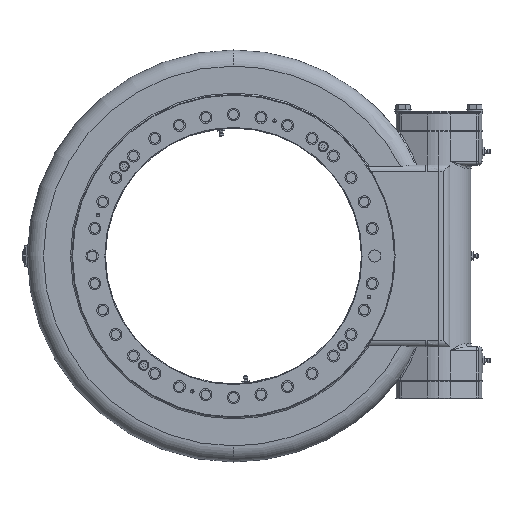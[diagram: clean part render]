
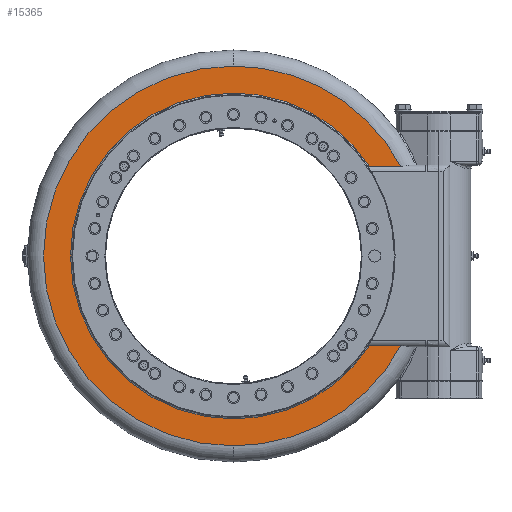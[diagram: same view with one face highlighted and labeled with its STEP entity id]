
A CAD part, left-side view. The second image highlights one B-rep face of the part: STEP entity #15365.
In plain terms, the highlighted planar face has unit normal (-1, 0, 0).
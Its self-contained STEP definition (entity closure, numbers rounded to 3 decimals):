
#322 = CIRCLE ( 'NONE', #974, 282. ) ;
#974 = AXIS2_PLACEMENT_3D ( 'NONE', #47366, #39552, #24132 ) ;
#1054 = CARTESIAN_POINT ( 'NONE',  ( -50., 0., -282. ) ) ;
#2838 = VERTEX_POINT ( 'NONE', #1054 ) ;
#2902 = ORIENTED_EDGE ( 'NONE', *, *, #46795, .F. ) ;
#3700 = CIRCLE ( 'NONE', #13563, 242. ) ;
#4528 = CARTESIAN_POINT ( 'NONE',  ( -50., 0., -242. ) ) ;
#5826 = DIRECTION ( 'NONE',  ( 0., 0., 1. ) ) ;
#6150 = DIRECTION ( 'NONE',  ( 0., -1., 0. ) ) ;
#6567 = EDGE_CURVE ( 'NONE', #28913, #20574, #27421, .T. ) ;
#7506 = EDGE_CURVE ( 'NONE', #47819, #20193, #38699, .T. ) ;
#7764 = EDGE_CURVE ( 'NONE', #35724, #47819, #47604, .T. ) ;
#8195 = VECTOR ( 'NONE', #16383, 1000. ) ;
#9532 = DIRECTION ( 'NONE',  ( -1., 0., 0. ) ) ;
#9687 = DIRECTION ( 'NONE',  ( 0., 0., 1. ) ) ;
#10295 = VERTEX_POINT ( 'NONE', #44865 ) ;
#10642 = AXIS2_PLACEMENT_3D ( 'NONE', #17809, #48411, #44777 ) ;
#12516 = CIRCLE ( 'NONE', #21153, 282. ) ;
#13534 = AXIS2_PLACEMENT_3D ( 'NONE', #47433, #46947, #24207 ) ;
#13563 = AXIS2_PLACEMENT_3D ( 'NONE', #17276, #9532, #9687 ) ;
#14344 = ORIENTED_EDGE ( 'NONE', *, *, #18546, .T. ) ;
#15365 = ADVANCED_FACE ( 'NONE', ( #29666 ), #23215, .F. ) ;
#16383 = DIRECTION ( 'NONE',  ( 0., 1., 0. ) ) ;
#17276 = CARTESIAN_POINT ( 'NONE',  ( -50., 0., 0. ) ) ;
#17809 = CARTESIAN_POINT ( 'NONE',  ( -50., 0., 0. ) ) ;
#18277 = ORIENTED_EDGE ( 'NONE', *, *, #6567, .T. ) ;
#18546 = EDGE_CURVE ( 'NONE', #10295, #2838, #12516, .T. ) ;
#20193 = VERTEX_POINT ( 'NONE', #4528 ) ;
#20574 = VERTEX_POINT ( 'NONE', #31601 ) ;
#20783 = DIRECTION ( 'NONE',  ( -1., 0., 0. ) ) ;
#21153 = AXIS2_PLACEMENT_3D ( 'NONE', #40134, #43936, #32250 ) ;
#23215 = PLANE ( 'NONE',  #13534 ) ;
#24132 = DIRECTION ( 'NONE',  ( 0., 0., 1. ) ) ;
#24207 = DIRECTION ( 'NONE',  ( 0., 0., -1. ) ) ;
#24224 = DIRECTION ( 'NONE',  ( -1., 0., 0. ) ) ;
#24628 = EDGE_CURVE ( 'NONE', #2838, #28913, #322, .T. ) ;
#25262 = CARTESIAN_POINT ( 'NONE',  ( -50., -202.176, 133. ) ) ;
#25500 = ORIENTED_EDGE ( 'NONE', *, *, #32129, .T. ) ;
#26444 = CIRCLE ( 'NONE', #45646, 282. ) ;
#26487 = EDGE_LOOP ( 'NONE', ( #37745, #46408, #25500, #14344, #46522, #18277, #2902, #47624 ) ) ;
#27421 = LINE ( 'NONE', #39531, #8195 ) ;
#28913 = VERTEX_POINT ( 'NONE', #49050 ) ;
#29134 = EDGE_CURVE ( 'NONE', #35724, #34177, #49429, .T. ) ;
#29666 = FACE_OUTER_BOUND ( 'NONE', #26487, .T. ) ;
#29683 = CARTESIAN_POINT ( 'NONE',  ( -50., -248.666, 133. ) ) ;
#31601 = CARTESIAN_POINT ( 'NONE',  ( -50., -202.176, -133. ) ) ;
#32094 = DIRECTION ( 'NONE',  ( 0., 0., 1. ) ) ;
#32129 = EDGE_CURVE ( 'NONE', #34177, #10295, #26444, .T. ) ;
#32250 = DIRECTION ( 'NONE',  ( 0., 0., 1. ) ) ;
#34177 = VERTEX_POINT ( 'NONE', #29683 ) ;
#35609 = CARTESIAN_POINT ( 'NONE',  ( -50., 0., 0. ) ) ;
#35724 = VERTEX_POINT ( 'NONE', #48201 ) ;
#37745 = ORIENTED_EDGE ( 'NONE', *, *, #7764, .F. ) ;
#38699 = CIRCLE ( 'NONE', #47535, 242. ) ;
#39531 = CARTESIAN_POINT ( 'NONE',  ( -50., -248.666, -133. ) ) ;
#39552 = DIRECTION ( 'NONE',  ( -1., 0., 0. ) ) ;
#40134 = CARTESIAN_POINT ( 'NONE',  ( -50., 0., 0. ) ) ;
#42686 = CARTESIAN_POINT ( 'NONE',  ( -50., 0., 242. ) ) ;
#43503 = VECTOR ( 'NONE', #6150, 1000. ) ;
#43862 = CARTESIAN_POINT ( 'NONE',  ( -50., 0., 0. ) ) ;
#43936 = DIRECTION ( 'NONE',  ( -1., 0., 0. ) ) ;
#44777 = DIRECTION ( 'NONE',  ( 0., 0., 1. ) ) ;
#44865 = CARTESIAN_POINT ( 'NONE',  ( -50., 0., 282. ) ) ;
#45646 = AXIS2_PLACEMENT_3D ( 'NONE', #43862, #20783, #5826 ) ;
#46408 = ORIENTED_EDGE ( 'NONE', *, *, #29134, .T. ) ;
#46522 = ORIENTED_EDGE ( 'NONE', *, *, #24628, .T. ) ;
#46795 = EDGE_CURVE ( 'NONE', #20193, #20574, #3700, .T. ) ;
#46947 = DIRECTION ( 'NONE',  ( 1., 0., 0. ) ) ;
#47366 = CARTESIAN_POINT ( 'NONE',  ( -50., 0., 0. ) ) ;
#47433 = CARTESIAN_POINT ( 'NONE',  ( -50., 242., 0. ) ) ;
#47535 = AXIS2_PLACEMENT_3D ( 'NONE', #35609, #24224, #32094 ) ;
#47604 = CIRCLE ( 'NONE', #10642, 242. ) ;
#47624 = ORIENTED_EDGE ( 'NONE', *, *, #7506, .F. ) ;
#47819 = VERTEX_POINT ( 'NONE', #42686 ) ;
#48201 = CARTESIAN_POINT ( 'NONE',  ( -50., -202.176, 133. ) ) ;
#48411 = DIRECTION ( 'NONE',  ( -1., 0., 0. ) ) ;
#49050 = CARTESIAN_POINT ( 'NONE',  ( -50., -248.666, -133. ) ) ;
#49429 = LINE ( 'NONE', #25262, #43503 ) ;
